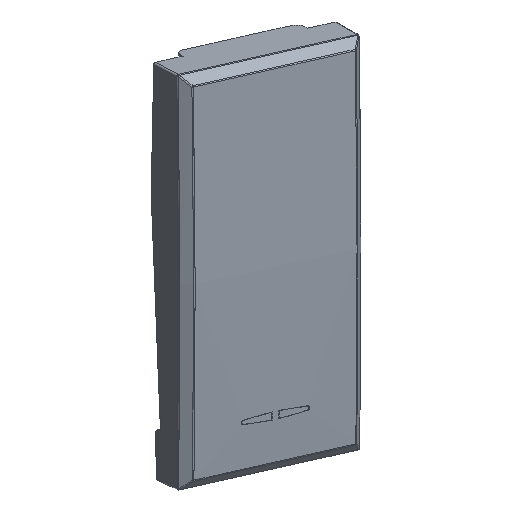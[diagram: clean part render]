
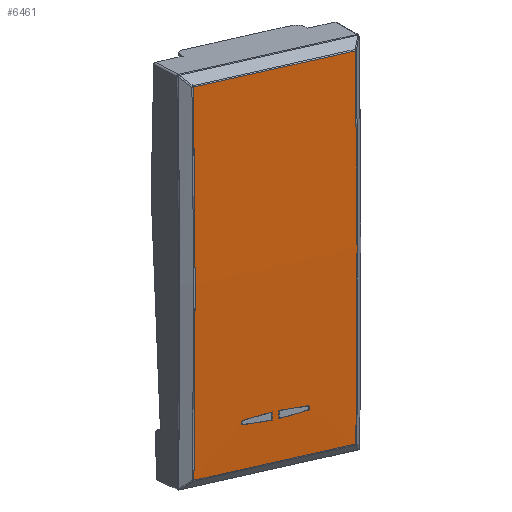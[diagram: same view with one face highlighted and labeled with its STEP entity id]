
A CAD part, top view. The second image highlights one B-rep face of the part: STEP entity #6461.
In plain terms, the highlighted cylindrical face has radius 835.198 mm (diameter 1670.4 mm), a partial arc.
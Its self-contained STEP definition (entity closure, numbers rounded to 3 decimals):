
#4385=CARTESIAN_POINT('Vertex',(-21.002,-9.754,9.011)) ;
#4388=CARTESIAN_POINT('Line Origine',(-21.002,0.,9.011)) ;
#4392=CARTESIAN_POINT('Vertex',(-21.002,9.754,9.011)) ;
#4707=CARTESIAN_POINT('Vertex',(21.036,9.754,9.01)) ;
#4710=CARTESIAN_POINT('Line Origine',(21.036,0.,9.01)) ;
#4714=CARTESIAN_POINT('Vertex',(21.036,-9.754,9.01)) ;
#4773=CARTESIAN_POINT('Control Point',(21.036,-9.754,9.01)) ;
#4774=CARTESIAN_POINT('Control Point',(12.782,-9.751,9.218)) ;
#4775=CARTESIAN_POINT('Control Point',(4.526,-9.749,9.324)) ;
#4776=CARTESIAN_POINT('Control Point',(-3.73,-9.749,9.328)) ;
#4777=CARTESIAN_POINT('Control Point',(-12.139,-9.75,9.228)) ;
#4778=CARTESIAN_POINT('Control Point',(-20.545,-9.754,9.022)) ;
#4779=CARTESIAN_POINT('Control Point',(-20.697,-9.754,9.019)) ;
#4780=CARTESIAN_POINT('Control Point',(-20.849,-9.754,9.015)) ;
#4781=CARTESIAN_POINT('Control Point',(-21.002,-9.754,9.011)) ;
#6366=CARTESIAN_POINT('Axis2P3D Location',(0.,0.,-825.923)) ;
#6372=CARTESIAN_POINT('Control Point',(-21.002,9.754,9.011)) ;
#6373=CARTESIAN_POINT('Control Point',(-6.992,9.748,9.363)) ;
#6374=CARTESIAN_POINT('Control Point',(7.026,9.748,9.363)) ;
#6375=CARTESIAN_POINT('Control Point',(21.036,9.754,9.01)) ;
#6384=CARTESIAN_POINT('Control Point',(16.448,-0.4,9.113)) ;
#6385=CARTESIAN_POINT('Control Point',(16.435,-1.561,9.113)) ;
#6386=CARTESIAN_POINT('Control Point',(16.369,-2.721,9.115)) ;
#6387=CARTESIAN_POINT('Control Point',(16.249,-3.876,9.117)) ;
#6388=CARTESIAN_POINT('Vertex',(16.249,-3.876,9.117)) ;
#6390=CARTESIAN_POINT('Vertex',(16.448,-0.4,9.113)) ;
#6394=CARTESIAN_POINT('Control Point',(16.249,-3.876,9.117)) ;
#6395=CARTESIAN_POINT('Control Point',(16.233,-4.022,9.117)) ;
#6396=CARTESIAN_POINT('Control Point',(16.112,-4.161,9.12)) ;
#6397=CARTESIAN_POINT('Control Point',(15.888,-4.161,9.124)) ;
#6398=CARTESIAN_POINT('Control Point',(15.767,-4.022,9.126)) ;
#6399=CARTESIAN_POINT('Control Point',(15.751,-3.876,9.126)) ;
#6400=CARTESIAN_POINT('Vertex',(15.751,-3.876,9.126)) ;
#6404=CARTESIAN_POINT('Control Point',(15.751,-3.876,9.126)) ;
#6405=CARTESIAN_POINT('Control Point',(15.631,-2.721,9.129)) ;
#6406=CARTESIAN_POINT('Control Point',(15.565,-1.561,9.13)) ;
#6407=CARTESIAN_POINT('Control Point',(15.552,-0.4,9.13)) ;
#6408=CARTESIAN_POINT('Vertex',(15.552,-0.4,9.13)) ;
#6411=CARTESIAN_POINT('Axis2P3D Location',(0.,-0.4,-825.923)) ;
#6423=CARTESIAN_POINT('Control Point',(16.249,3.876,9.117)) ;
#6424=CARTESIAN_POINT('Control Point',(16.233,4.022,9.117)) ;
#6425=CARTESIAN_POINT('Control Point',(16.112,4.161,9.12)) ;
#6426=CARTESIAN_POINT('Control Point',(15.888,4.161,9.124)) ;
#6427=CARTESIAN_POINT('Control Point',(15.767,4.022,9.126)) ;
#6428=CARTESIAN_POINT('Control Point',(15.751,3.876,9.126)) ;
#6429=CARTESIAN_POINT('Vertex',(15.751,3.876,9.126)) ;
#6431=CARTESIAN_POINT('Vertex',(16.249,3.876,9.117)) ;
#6435=CARTESIAN_POINT('Control Point',(16.448,0.4,9.113)) ;
#6436=CARTESIAN_POINT('Control Point',(16.435,1.561,9.113)) ;
#6437=CARTESIAN_POINT('Control Point',(16.369,2.721,9.115)) ;
#6438=CARTESIAN_POINT('Control Point',(16.249,3.876,9.117)) ;
#6439=CARTESIAN_POINT('Vertex',(16.448,0.4,9.113)) ;
#6442=CARTESIAN_POINT('Axis2P3D Location',(0.,0.4,-825.923)) ;
#6446=CARTESIAN_POINT('Vertex',(15.552,0.4,9.13)) ;
#6450=CARTESIAN_POINT('Control Point',(15.751,3.876,9.126)) ;
#6451=CARTESIAN_POINT('Control Point',(15.631,2.721,9.129)) ;
#6452=CARTESIAN_POINT('Control Point',(15.565,1.561,9.13)) ;
#6453=CARTESIAN_POINT('Control Point',(15.552,0.4,9.13)) ;
#4389=DIRECTION('Vector Direction',(0.,1.,0.)) ;
#4711=DIRECTION('Vector Direction',(0.,-1.,0.)) ;
#6367=DIRECTION('Axis2P3D Direction',(0.,1.,-0.)) ;
#6368=DIRECTION('Axis2P3D XDirection',(-0.027,0.,1.)) ;
#6412=DIRECTION('Axis2P3D Direction',(0.,1.,-0.)) ;
#6443=DIRECTION('Axis2P3D Direction',(0.,1.,-0.)) ;
#6369=AXIS2_PLACEMENT_3D('Cylinder Axis2P3D',#6366,#6367,#6368) ;
#6413=AXIS2_PLACEMENT_3D('Circle Axis2P3D',#6411,#6412,$) ;
#6444=AXIS2_PLACEMENT_3D('Circle Axis2P3D',#6442,#6443,$) ;
#6378=ORIENTED_EDGE('',*,*,#4782,.F.) ;
#6379=ORIENTED_EDGE('',*,*,#4716,.T.) ;
#6380=ORIENTED_EDGE('',*,*,#6376,.T.) ;
#6381=ORIENTED_EDGE('',*,*,#4394,.F.) ;
#6417=ORIENTED_EDGE('',*,*,#6392,.F.) ;
#6418=ORIENTED_EDGE('',*,*,#6402,.F.) ;
#6419=ORIENTED_EDGE('',*,*,#6410,.F.) ;
#6420=ORIENTED_EDGE('',*,*,#6415,.F.) ;
#6456=ORIENTED_EDGE('',*,*,#6433,.T.) ;
#6457=ORIENTED_EDGE('',*,*,#6441,.T.) ;
#6458=ORIENTED_EDGE('',*,*,#6448,.T.) ;
#6459=ORIENTED_EDGE('',*,*,#6454,.T.) ;
#6421=FACE_BOUND('',#6416,.T.) ;
#6460=FACE_BOUND('',#6455,.T.) ;
#4390=VECTOR('Line Direction',#4389,1.) ;
#4712=VECTOR('Line Direction',#4711,1.) ;
#6461=ADVANCED_FACE('PartBody',(#6382,#6421,#6460),#6370,.T.) ;
#4772=B_SPLINE_CURVE_WITH_KNOTS('',5,(#4773,#4774,#4775,#4776,#4777,#4778,#4779,#4780,#4781),.UNSPECIFIED.,.F.,.U.,(6,3,6),(17.504,88.971,90.29),.UNSPECIFIED.) ;
#6371=B_SPLINE_CURVE_WITH_KNOTS('',3,(#6372,#6373,#6374,#6375),.UNSPECIFIED.,.F.,.U.,(4,4),(17.541,90.327),.UNSPECIFIED.) ;
#6383=B_SPLINE_CURVE_WITH_KNOTS('',3,(#6384,#6385,#6386,#6387),.UNSPECIFIED.,.F.,.U.,(4,4),(0.,4.926),.UNSPECIFIED.) ;
#6393=B_SPLINE_CURVE_WITH_KNOTS('',5,(#6394,#6395,#6396,#6397,#6398,#6399),.UNSPECIFIED.,.F.,.U.,(6,6),(0.,1.036),.UNSPECIFIED.) ;
#6403=B_SPLINE_CURVE_WITH_KNOTS('',3,(#6404,#6405,#6406,#6407),.UNSPECIFIED.,.F.,.U.,(4,4),(0.,4.926),.UNSPECIFIED.) ;
#6422=B_SPLINE_CURVE_WITH_KNOTS('',5,(#6423,#6424,#6425,#6426,#6427,#6428),.UNSPECIFIED.,.F.,.U.,(6,6),(0.,1.036),.UNSPECIFIED.) ;
#6434=B_SPLINE_CURVE_WITH_KNOTS('',3,(#6435,#6436,#6437,#6438),.UNSPECIFIED.,.F.,.U.,(4,4),(0.,4.926),.UNSPECIFIED.) ;
#6449=B_SPLINE_CURVE_WITH_KNOTS('',3,(#6450,#6451,#6452,#6453),.UNSPECIFIED.,.F.,.U.,(4,4),(0.,4.926),.UNSPECIFIED.) ;
#6414=CIRCLE('generated circle',#6413,835.198) ;
#6445=CIRCLE('generated circle',#6444,835.198) ;
#6370=CYLINDRICAL_SURFACE('generated cylinder',#6369,835.198) ;
#4394=EDGE_CURVE('',#4386,#4393,#4391,.T.) ;
#4716=EDGE_CURVE('',#4715,#4708,#4713,.F.) ;
#4782=EDGE_CURVE('',#4715,#4386,#4772,.T.) ;
#6376=EDGE_CURVE('',#4708,#4393,#6371,.F.) ;
#6392=EDGE_CURVE('',#6389,#6391,#6383,.F.) ;
#6402=EDGE_CURVE('',#6401,#6389,#6393,.F.) ;
#6410=EDGE_CURVE('',#6409,#6401,#6403,.F.) ;
#6415=EDGE_CURVE('',#6391,#6409,#6414,.F.) ;
#6433=EDGE_CURVE('',#6430,#6432,#6422,.F.) ;
#6441=EDGE_CURVE('',#6432,#6440,#6434,.F.) ;
#6448=EDGE_CURVE('',#6440,#6447,#6445,.F.) ;
#6454=EDGE_CURVE('',#6447,#6430,#6449,.F.) ;
#6377=EDGE_LOOP('',(#6378,#6379,#6380,#6381)) ;
#6416=EDGE_LOOP('',(#6417,#6418,#6419,#6420)) ;
#6455=EDGE_LOOP('',(#6456,#6457,#6458,#6459)) ;
#6382=FACE_OUTER_BOUND('',#6377,.T.) ;
#4391=LINE('Line',#4388,#4390) ;
#4713=LINE('Line',#4710,#4712) ;
#4386=VERTEX_POINT('',#4385) ;
#4393=VERTEX_POINT('',#4392) ;
#4708=VERTEX_POINT('',#4707) ;
#4715=VERTEX_POINT('',#4714) ;
#6389=VERTEX_POINT('',#6388) ;
#6391=VERTEX_POINT('',#6390) ;
#6401=VERTEX_POINT('',#6400) ;
#6409=VERTEX_POINT('',#6408) ;
#6430=VERTEX_POINT('',#6429) ;
#6432=VERTEX_POINT('',#6431) ;
#6440=VERTEX_POINT('',#6439) ;
#6447=VERTEX_POINT('',#6446) ;
